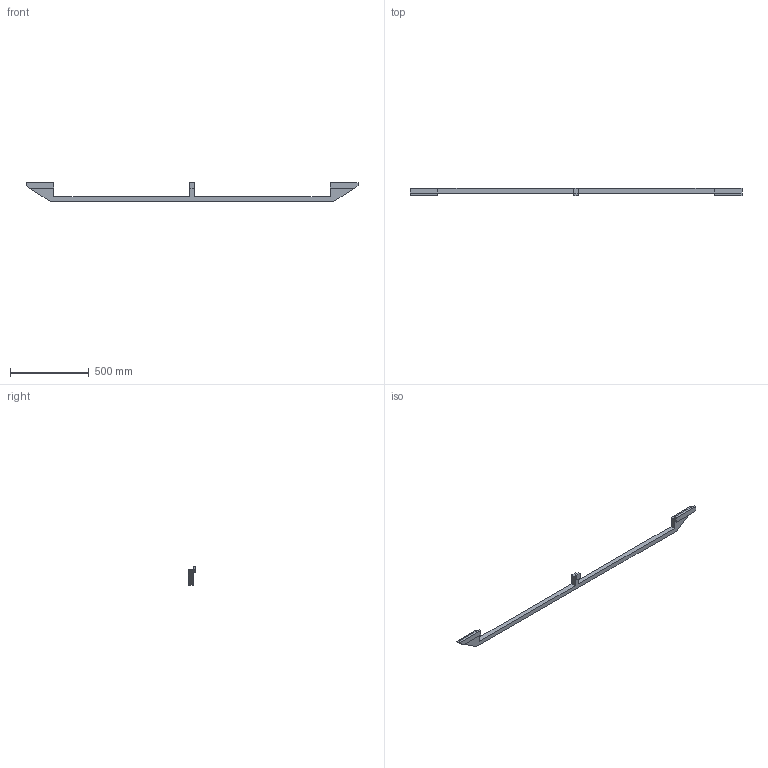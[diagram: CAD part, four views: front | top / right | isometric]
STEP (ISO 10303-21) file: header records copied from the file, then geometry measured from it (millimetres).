
FILE_DESCRIPTION (( 'STEP AP214' ), '1' );
FILE_NAME ('Barra_dcha.STEP', '2024-02-19T21:29:03', ( '' ), ( '' ), 'SwSTEP 2.0', 'SolidWorks 2024', '' );
FILE_SCHEMA (( 'AUTOMOTIVE_DESIGN' ));
Length unit declared in the file: millimetre
Products named in the file (1): Barra_dcha
Bounding box: 2106.99 x 45 x 120 mm (x, y, z)
Volume: 2438905.5 mm3; surface area: 315819.8 mm2
Topology: 1 solids, 1 shells, 29 faces, 79 edges, 52 vertices
Faces by surface type: plane 29
Entity records: 920 total; most frequent: CARTESIAN_POINT 161, ORIENTED_EDGE 158, DIRECTION 139, VECTOR 79, LINE 79, EDGE_CURVE 79, VERTEX_POINT 52, AXIS2_PLACEMENT_3D 30
